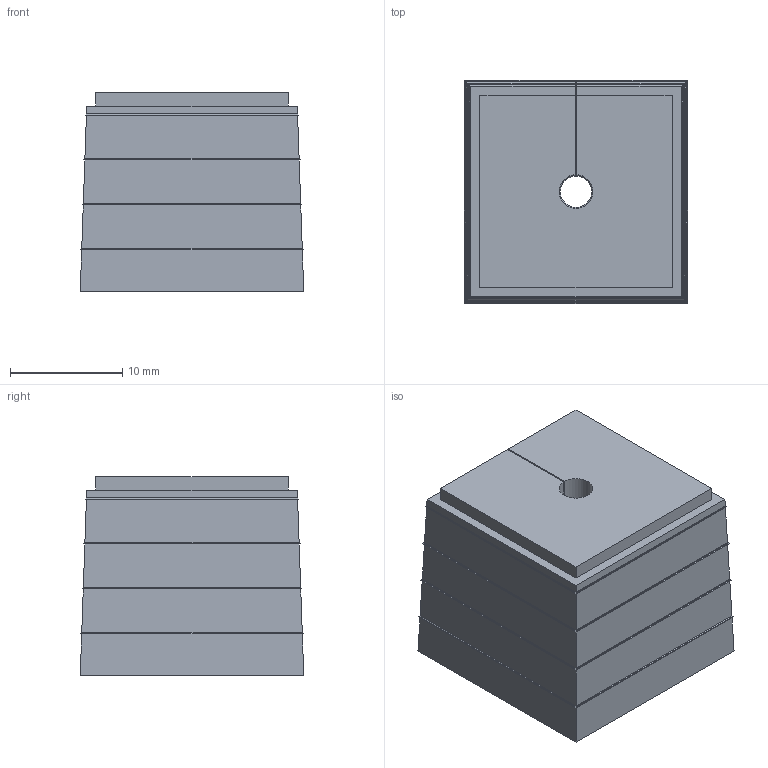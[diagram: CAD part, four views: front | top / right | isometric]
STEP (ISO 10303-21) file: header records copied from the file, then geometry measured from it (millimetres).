
FILE_DESCRIPTION(/* description */ (''),/* implementation_level */ '2;1');
FILE_NAME(/* name */ '28522_4_KDS-DE_2-3.stp',/* time_stamp */ '2023-10-17T09:51:59+02:00',/* author */ (''),/* organization */ (''),/* preprocessor_version */ 'ST-DEVELOPER v19.3',/* originating_system */ 'SIEMENS PLM Software NX2212.1700',/* authorisation */ '');
FILE_SCHEMA (('AUTOMOTIVE_DESIGN { 1 0 10303 214 3 1 1 1 }'));
Length unit declared in the file: millimetre
Products named in the file (1): 28522_4_KDS-DE_2-3
Bounding box: 19.9 x 19.9 x 17.7 mm (x, y, z)
Volume: 6371.6 mm3; surface area: 2596.4 mm2
Topology: 1 solids, 1 shells, 99 faces, 263 edges, 170 vertices
Faces by surface type: plane 79, extrusion 8, cylinder 7, cone 5
Full cylindrical faces by diameter (mm): 3.5 x1
Entity records: 3309 total; most frequent: CARTESIAN_POINT 899, ORIENTED_EDGE 524, DIRECTION 427, EDGE_CURVE 262, VECTOR 203, LINE 195, VERTEX_POINT 170, AXIS2_PLACEMENT_3D 112
